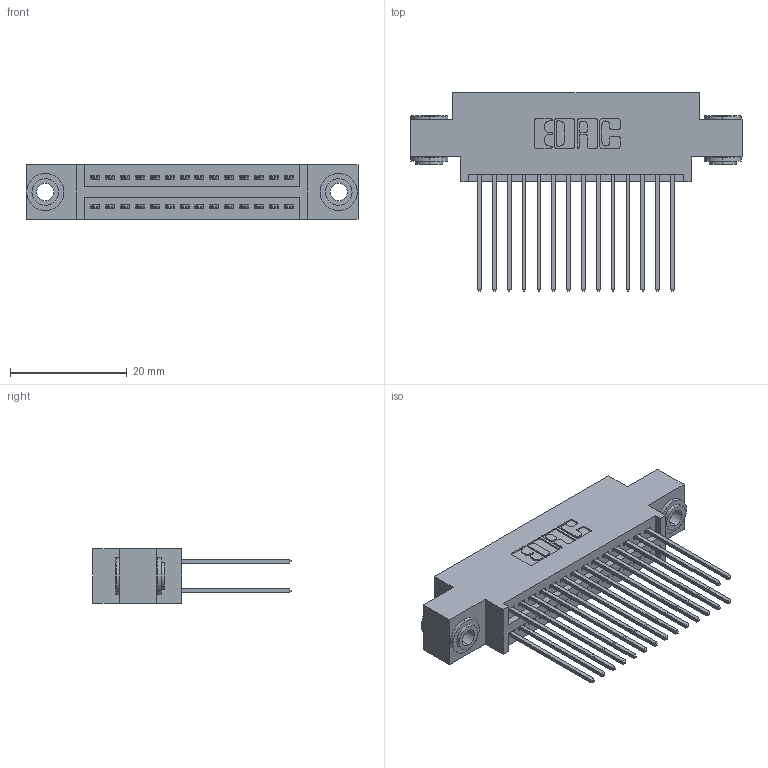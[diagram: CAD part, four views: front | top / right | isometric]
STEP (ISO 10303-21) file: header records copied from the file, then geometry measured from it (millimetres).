
FILE_DESCRIPTION (( 'STEP AP203' ), '1' );
FILE_NAME ('395-028-541-803.STEP', '2018-11-10T11:59:17', ( '' ), ( '' ), 'SwSTEP 2.0', 'SolidWorks 2016', '' );
FILE_SCHEMA (( 'CONFIG_CONTROL_DESIGN' ));
Length unit declared in the file: inch
Products named in the file (4): 345 Part_0.170 Offset - 0.156 Dia-TH; 345-250-002_345-250-002-102; 345-292-001_345-293-141; 395-028-541-803
Assembly tree (31 placements, depth 2):
  395-028-541-803
    345 Part_0.170 Offset - 0.156 Dia-TH
    345-292-001_345-293-141  x28
    345-250-002_345-250-002-102  x2
Bounding box: 56.77 x 33.96 x 9.4 mm (x, y, z)
Volume: 5321.3 mm3; surface area: 8427 mm2
Topology: 31 solids, 31 shells, 1568 faces, 4601 edges, 3026 vertices
Faces by surface type: plane 1018, cylinder 542, cone 8
Entity records: 15554 total; most frequent: CARTESIAN_POINT 2611, ORIENTED_EDGE 2538, DIRECTION 2367, EDGE_CURVE 1269, LINE 1057, VECTOR 1057, VERTEX_POINT 842, AXIS2_PLACEMENT_3D 655
